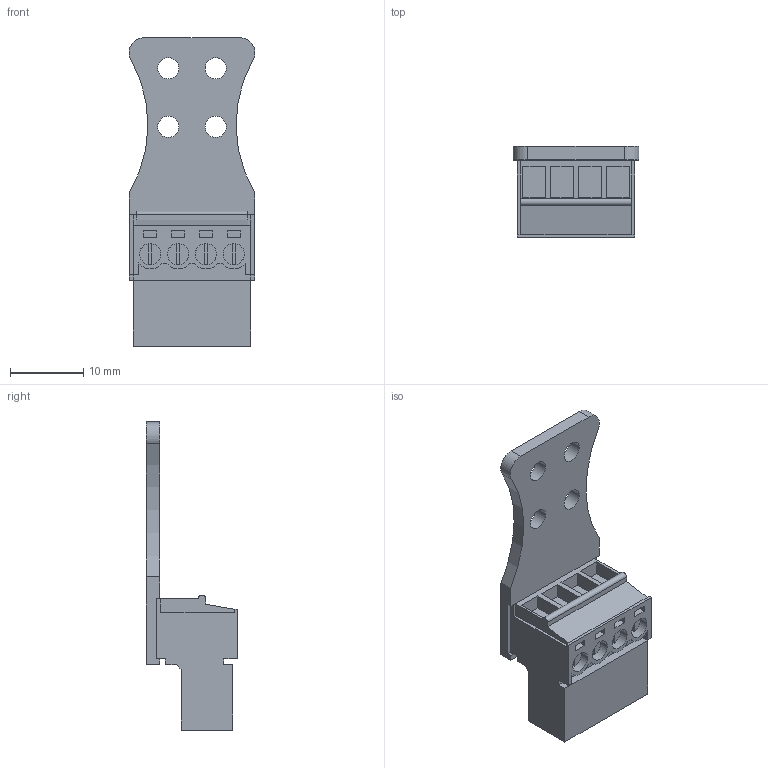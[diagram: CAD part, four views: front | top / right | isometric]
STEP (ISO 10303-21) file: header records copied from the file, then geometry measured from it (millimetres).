
FILE_DESCRIPTION(('CATIA V5 STEP Exchange','CAx-IF Rec.Pracs.--- Model Styling and Organization---1.2---2011-12-15'),'2;1');
FILE_NAME ('D1450090_0_1237000000_1237000000.stp','2018-05-11T14:36:03+00:00',('none'),('Weidmueller'),'CATIA Version 5-6 Release 2014','CATIA V5 STEP AP214','none');
FILE_SCHEMA(('AUTOMOTIVE_DESIGN { 1 0 10303 214 1 1 1 1 }'));
Length unit declared in the file: millimetre
Products named in the file (1): 1237000000
Bounding box: 17.2 x 12.45 x 42.1 mm (x, y, z)
Volume: 2621.2 mm3; surface area: 3696.8 mm2
Topology: 10 solids, 10 shells, 287 faces, 747 edges, 500 vertices
Faces by surface type: plane 242, cylinder 45
Entity records: 8479 total; most frequent: CARTESIAN_POINT 1521, ORIENTED_EDGE 1494, DIRECTION 1119, EDGE_CURVE 747, VECTOR 617, LINE 617, VERTEX_POINT 500, EDGE_LOOP 315
